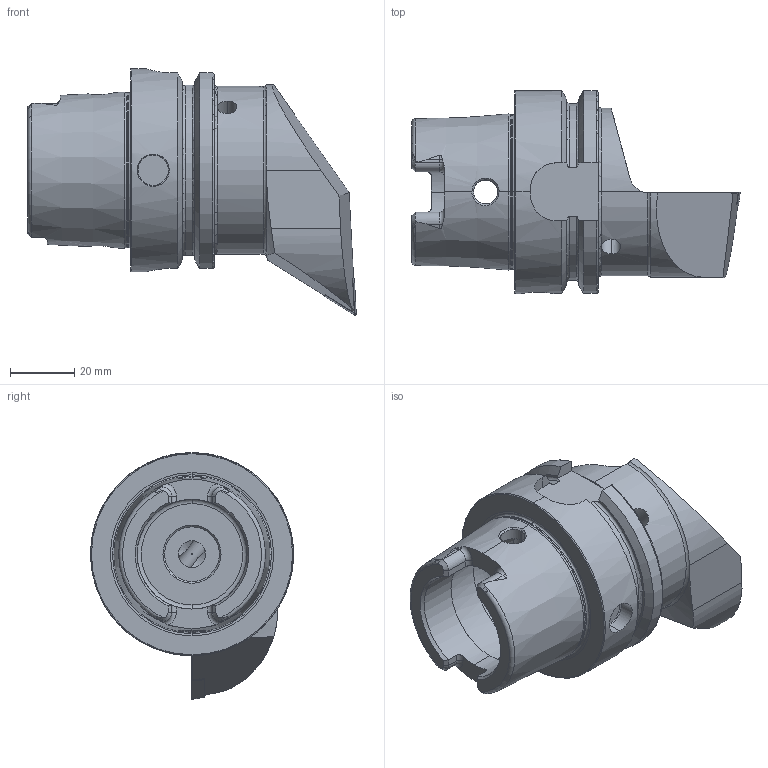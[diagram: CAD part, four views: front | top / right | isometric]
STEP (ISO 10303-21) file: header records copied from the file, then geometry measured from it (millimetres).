
FILE_DESCRIPTION (( 'STEP AP214' ), '1' );
FILE_NAME ('HA6.KDB.RUA.070.STEP', '2020-09-17T06:50:43', ( '' ), ( '' ), 'SwSTEP 2.0', 'SolidWorks 2017', '' );
FILE_SCHEMA (( 'AUTOMOTIVE_DESIGN' ));
Length unit declared in the file: millimetre
Products named in the file (5): HA6-KDB.RUA.070_C; WCB-ER2.001.009_A; HA6.KDB.RUA.070; KVT_MB_600_050; DCMT11T304
Assembly tree (4 placements, depth 2):
  HA6.KDB.RUA.070
    HA6-KDB.RUA.070_C
    WCB-ER2.001.009_A
    DCMT11T304
    KVT_MB_600_050
Bounding box: 101.9 x 63 x 76.51 mm (x, y, z)
Volume: 132701.2 mm3; surface area: 29705.6 mm2
Topology: 5 solids, 5 shells, 311 faces, 800 edges, 489 vertices
Faces by surface type: cylinder 88, cone 81, plane 80, torus 38, bspline 20, sphere 4
Entity records: 12470 total; most frequent: CARTESIAN_POINT 3985, ORIENTED_EDGE 1566, DIRECTION 1411, EDGE_CURVE 783, AXIS2_PLACEMENT_3D 565, VERTEX_POINT 486, EDGE_LOOP 325, ADVANCED_FACE 311
